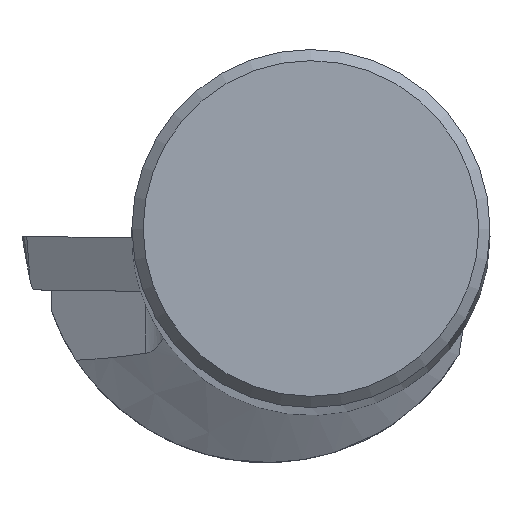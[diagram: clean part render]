
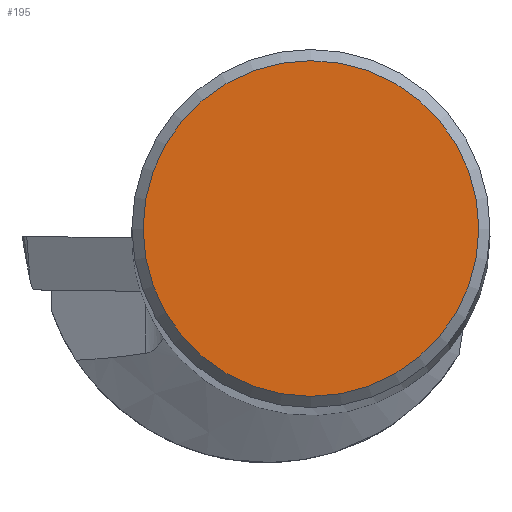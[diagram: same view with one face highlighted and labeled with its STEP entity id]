
A CAD part, top view. The second image highlights one B-rep face of the part: STEP entity #195.
In plain terms, the highlighted planar face has unit normal (0, 0, 1).
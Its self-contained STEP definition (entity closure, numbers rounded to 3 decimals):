
#153=FACE_OUTER_BOUND('',#400,.T.);
#195=ADVANCED_FACE('',(#153),#225,.T.);
#225=PLANE('',#985);
#400=EDGE_LOOP('',(#545));
#545=ORIENTED_EDGE('',*,*,#800,.T.);
#704=VERTEX_POINT('',#1625);
#800=EDGE_CURVE('',#704,#704,#847,.T.);
#847=CIRCLE('',#984,7.493);
#984=AXIS2_PLACEMENT_3D('',#1624,#1173,#1174);
#985=AXIS2_PLACEMENT_3D('',#1626,#1175,#1176);
#1173=DIRECTION('',(0.,0.,1.));
#1174=DIRECTION('',(1.,0.,0.));
#1175=DIRECTION('',(0.,0.,1.));
#1176=DIRECTION('',(1.,0.,0.));
#1624=CARTESIAN_POINT('',(0.,0.,0.));
#1625=CARTESIAN_POINT('',(7.493,0.,0.));
#1626=CARTESIAN_POINT('',(0.,0.,
0.));
